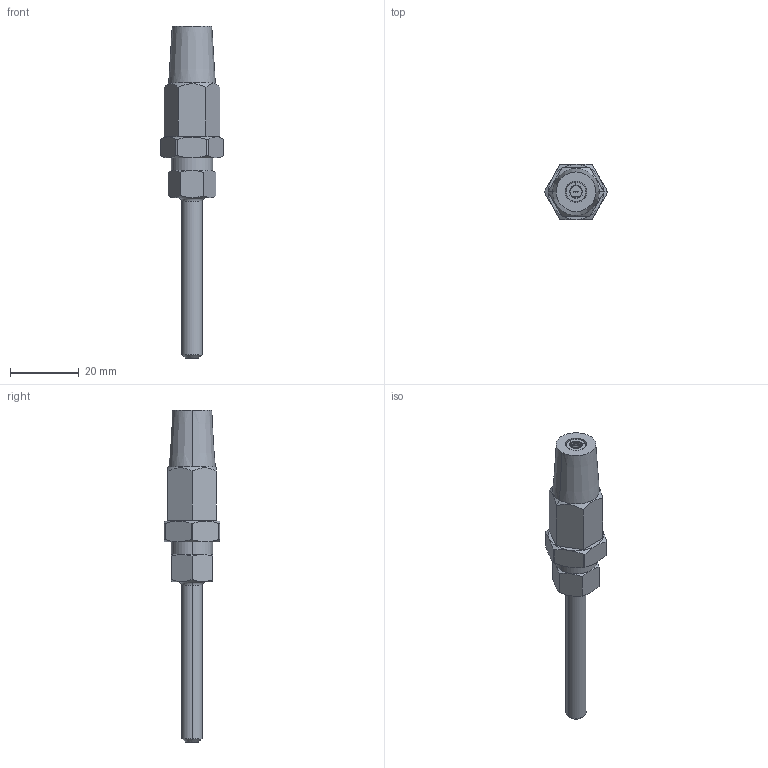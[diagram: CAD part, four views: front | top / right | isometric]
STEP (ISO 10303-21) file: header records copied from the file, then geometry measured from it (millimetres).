
FILE_DESCRIPTION (( 'STEP AP203' ), '1' );
FILE_NAME ('10170004.STEP', '2018-03-13T13:40:43', ( '' ), ( '' ), 'SwSTEP 2.0', 'SolidWorks 2015', '' );
FILE_SCHEMA (( 'CONFIG_CONTROL_DESIGN' ));
Length unit declared in the file: millimetre
Products named in the file (7): 1017000X Teil1_10170004 Teil1; 1017000X Teil4_10170004 Teil4; 1017000X Teil3_10170004 Teil3 Keyshot; 10170004; 1017000X Teil2_10170004 Teil2; 1017000X Teil6_10170004 Teil6; 1017000X Teil5_10170004 Teil5
Assembly tree (8 placements, depth 2):
  10170004
    1017000X Teil4_10170004 Teil4
    1017000X Teil5_10170004 Teil5
    1017000X Teil3_10170004 Teil3 Keyshot
    1017000X Teil2_10170004 Teil2  x3
    1017000X Teil1_10170004 Teil1
    1017000X Teil6_10170004 Teil6
Bounding box: 18.32 x 16 x 96.35 mm (x, y, z)
Volume: 7970.8 mm3; surface area: 6571.3 mm2
Topology: 8 solids, 8 shells, 528 faces, 1403 edges, 916 vertices
Faces by surface type: plane 150, cylinder 123, torus 121, bspline 84, cone 50
Entity records: 17710 total; most frequent: CARTESIAN_POINT 8172, ORIENTED_EDGE 1942, DIRECTION 1605, EDGE_CURVE 971, VERTEX_POINT 628, AXIS2_PLACEMENT_3D 559, VECTOR 487, LINE 487
